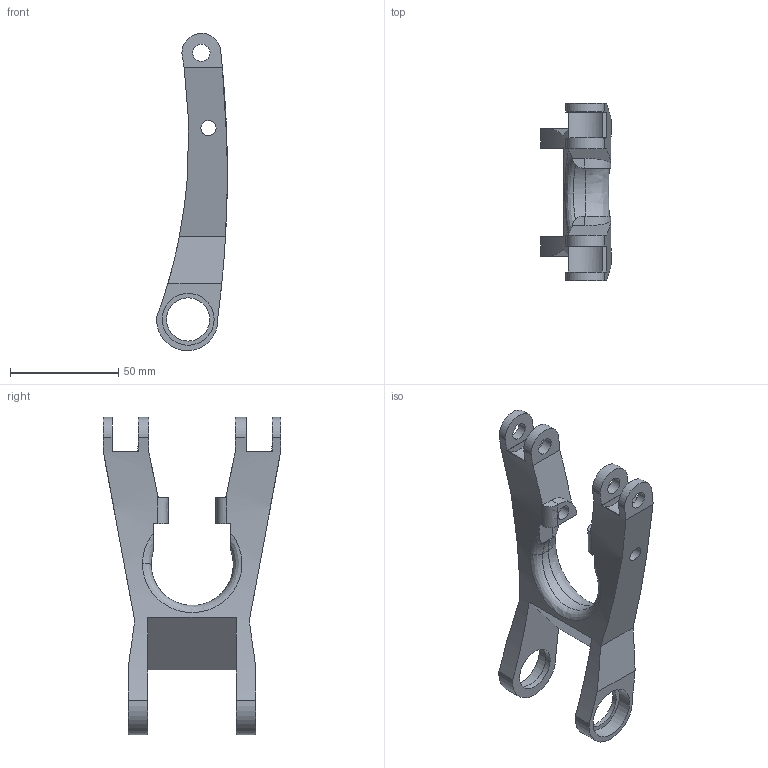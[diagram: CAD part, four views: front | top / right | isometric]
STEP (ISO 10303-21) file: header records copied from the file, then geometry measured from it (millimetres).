
FILE_DESCRIPTION(('FreeCAD Model'),'2;1');
FILE_NAME('biellettebike2.stp','2015-12-06T22:28:33', ('Author'),(''),'Open CASCADE STEP processor 6.8','FreeCAD','Unknown' );
FILE_SCHEMA(('AUTOMOTIVE_DESIGN_CC2 { 1 2 10303 214 -1 1 5 4 }'));
Length unit declared in the file: millimetre
Products named in the file (1): Chamfer
Bounding box: 32.67 x 82 x 146.84 mm (x, y, z)
Volume: 75745.6 mm3; surface area: 25009.1 mm2
Topology: 1 solids, 1 shells, 76 faces, 216 edges, 144 vertices
Faces by surface type: plane 44, cylinder 24, bspline 4, torus 4
Full cylindrical faces by diameter (mm): 7 x2, 8 x4, 20 x2, 24 x2
Entity records: 11627 total; most frequent: CARTESIAN_POINT 7718, DIRECTION 683, ORIENTED_EDGE 416, PCURVE 416, DEFINITIONAL_REPRESENTATION 416, LINE 292, VECTOR 292, EDGE_CURVE 208
